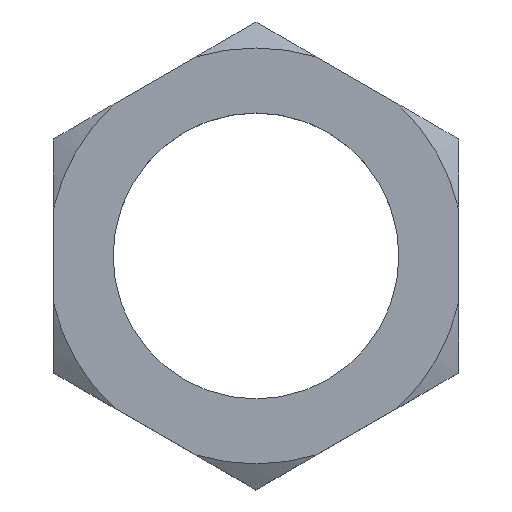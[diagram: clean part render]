
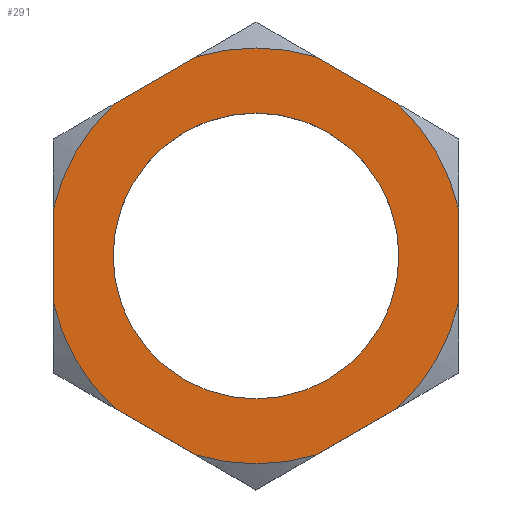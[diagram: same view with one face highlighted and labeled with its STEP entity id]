
A CAD part, top view. The second image highlights one B-rep face of the part: STEP entity #291.
In plain terms, the highlighted planar face has unit normal (0, 0, 1).
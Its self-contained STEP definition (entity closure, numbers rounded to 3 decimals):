
#49 = VERTEX_POINT('',#50);
#50 = CARTESIAN_POINT('',(1.168,-3.826,1.5));
#57 = EDGE_CURVE('',#49,#58,#60,.T.);
#58 = VERTEX_POINT('',#59);
#59 = CARTESIAN_POINT('',(2.729,-2.924,1.5));
#60 = LINE('',#61,#62);
#61 = CARTESIAN_POINT('',(0.,-4.5,1.5));
#62 = VECTOR('',#63,1.);
#63 = DIRECTION('',(0.866,0.5,0.));
#230 = VERTEX_POINT('',#231);
#231 = CARTESIAN_POINT('',(3.897,-0.901,1.5));
#238 = EDGE_CURVE('',#230,#239,#241,.T.);
#239 = VERTEX_POINT('',#240);
#240 = CARTESIAN_POINT('',(3.897,0.901,1.5));
#241 = LINE('',#242,#243);
#242 = CARTESIAN_POINT('',(3.897,-2.25,1.5));
#243 = VECTOR('',#244,1.);
#244 = DIRECTION('',(0.,1.,0.));
#279 = EDGE_CURVE('',#58,#230,#280,.T.);
#280 = CIRCLE('',#281,4.);
#281 = AXIS2_PLACEMENT_3D('',#282,#283,#284);
#282 = CARTESIAN_POINT('',(0.,0.,1.5));
#283 = DIRECTION('',(0.,0.,1.));
#284 = DIRECTION('',(1.,0.,0.));
#291 = ADVANCED_FACE('',(#292,#372),#383,.T.);
#292 = FACE_BOUND('',#293,.T.);
#293 = EDGE_LOOP('',(#294,#303,#304,#305,#306,#315,#323,#332,#340,#349,
    #357,#366));
#294 = ORIENTED_EDGE('',*,*,#295,.T.);
#295 = EDGE_CURVE('',#296,#49,#298,.T.);
#296 = VERTEX_POINT('',#297);
#297 = CARTESIAN_POINT('',(-1.168,-3.826,1.5));
#298 = CIRCLE('',#299,4.);
#299 = AXIS2_PLACEMENT_3D('',#300,#301,#302);
#300 = CARTESIAN_POINT('',(0.,0.,1.5));
#301 = DIRECTION('',(0.,0.,1.));
#302 = DIRECTION('',(1.,0.,0.));
#303 = ORIENTED_EDGE('',*,*,#57,.T.);
#304 = ORIENTED_EDGE('',*,*,#279,.T.);
#305 = ORIENTED_EDGE('',*,*,#238,.T.);
#306 = ORIENTED_EDGE('',*,*,#307,.T.);
#307 = EDGE_CURVE('',#239,#308,#310,.T.);
#308 = VERTEX_POINT('',#309);
#309 = CARTESIAN_POINT('',(2.729,2.924,1.5));
#310 = CIRCLE('',#311,4.);
#311 = AXIS2_PLACEMENT_3D('',#312,#313,#314);
#312 = CARTESIAN_POINT('',(0.,0.,1.5));
#313 = DIRECTION('',(0.,0.,1.));
#314 = DIRECTION('',(1.,0.,0.));
#315 = ORIENTED_EDGE('',*,*,#316,.T.);
#316 = EDGE_CURVE('',#308,#317,#319,.T.);
#317 = VERTEX_POINT('',#318);
#318 = CARTESIAN_POINT('',(1.168,3.826,1.5));
#319 = LINE('',#320,#321);
#320 = CARTESIAN_POINT('',(3.897,2.25,1.5));
#321 = VECTOR('',#322,1.);
#322 = DIRECTION('',(-0.866,0.5,0.));
#323 = ORIENTED_EDGE('',*,*,#324,.T.);
#324 = EDGE_CURVE('',#317,#325,#327,.T.);
#325 = VERTEX_POINT('',#326);
#326 = CARTESIAN_POINT('',(-1.168,3.826,1.5));
#327 = CIRCLE('',#328,4.);
#328 = AXIS2_PLACEMENT_3D('',#329,#330,#331);
#329 = CARTESIAN_POINT('',(0.,0.,1.5));
#330 = DIRECTION('',(0.,0.,1.));
#331 = DIRECTION('',(1.,0.,0.));
#332 = ORIENTED_EDGE('',*,*,#333,.T.);
#333 = EDGE_CURVE('',#325,#334,#336,.T.);
#334 = VERTEX_POINT('',#335);
#335 = CARTESIAN_POINT('',(-2.729,2.924,1.5));
#336 = LINE('',#337,#338);
#337 = CARTESIAN_POINT('',(0.,4.5,1.5));
#338 = VECTOR('',#339,1.);
#339 = DIRECTION('',(-0.866,-0.5,0.));
#340 = ORIENTED_EDGE('',*,*,#341,.T.);
#341 = EDGE_CURVE('',#334,#342,#344,.T.);
#342 = VERTEX_POINT('',#343);
#343 = CARTESIAN_POINT('',(-3.897,0.901,1.5));
#344 = CIRCLE('',#345,4.);
#345 = AXIS2_PLACEMENT_3D('',#346,#347,#348);
#346 = CARTESIAN_POINT('',(0.,0.,1.5));
#347 = DIRECTION('',(0.,0.,1.));
#348 = DIRECTION('',(1.,0.,0.));
#349 = ORIENTED_EDGE('',*,*,#350,.T.);
#350 = EDGE_CURVE('',#342,#351,#353,.T.);
#351 = VERTEX_POINT('',#352);
#352 = CARTESIAN_POINT('',(-3.897,-0.901,1.5));
#353 = LINE('',#354,#355);
#354 = CARTESIAN_POINT('',(-3.897,2.25,1.5));
#355 = VECTOR('',#356,1.);
#356 = DIRECTION('',(0.,-1.,0.));
#357 = ORIENTED_EDGE('',*,*,#358,.T.);
#358 = EDGE_CURVE('',#351,#359,#361,.T.);
#359 = VERTEX_POINT('',#360);
#360 = CARTESIAN_POINT('',(-2.729,-2.924,1.5));
#361 = CIRCLE('',#362,4.);
#362 = AXIS2_PLACEMENT_3D('',#363,#364,#365);
#363 = CARTESIAN_POINT('',(0.,0.,1.5));
#364 = DIRECTION('',(0.,0.,1.));
#365 = DIRECTION('',(1.,0.,0.));
#366 = ORIENTED_EDGE('',*,*,#367,.T.);
#367 = EDGE_CURVE('',#359,#296,#368,.T.);
#368 = LINE('',#369,#370);
#369 = CARTESIAN_POINT('',(-3.897,-2.25,1.5));
#370 = VECTOR('',#371,1.);
#371 = DIRECTION('',(0.866,-0.5,0.));
#372 = FACE_BOUND('',#373,.T.);
#373 = EDGE_LOOP('',(#374));
#374 = ORIENTED_EDGE('',*,*,#375,.F.);
#375 = EDGE_CURVE('',#376,#376,#378,.T.);
#376 = VERTEX_POINT('',#377);
#377 = CARTESIAN_POINT('',(2.75,0.,1.5));
#378 = CIRCLE('',#379,2.75);
#379 = AXIS2_PLACEMENT_3D('',#380,#381,#382);
#380 = CARTESIAN_POINT('',(0.,0.,1.5));
#381 = DIRECTION('',(0.,0.,1.));
#382 = DIRECTION('',(1.,0.,0.));
#383 = PLANE('',#384);
#384 = AXIS2_PLACEMENT_3D('',#385,#386,#387);
#385 = CARTESIAN_POINT('',(0.,0.,1.5)
  );
#386 = DIRECTION('',(0.,0.,1.));
#387 = DIRECTION('',(1.,0.,0.));
